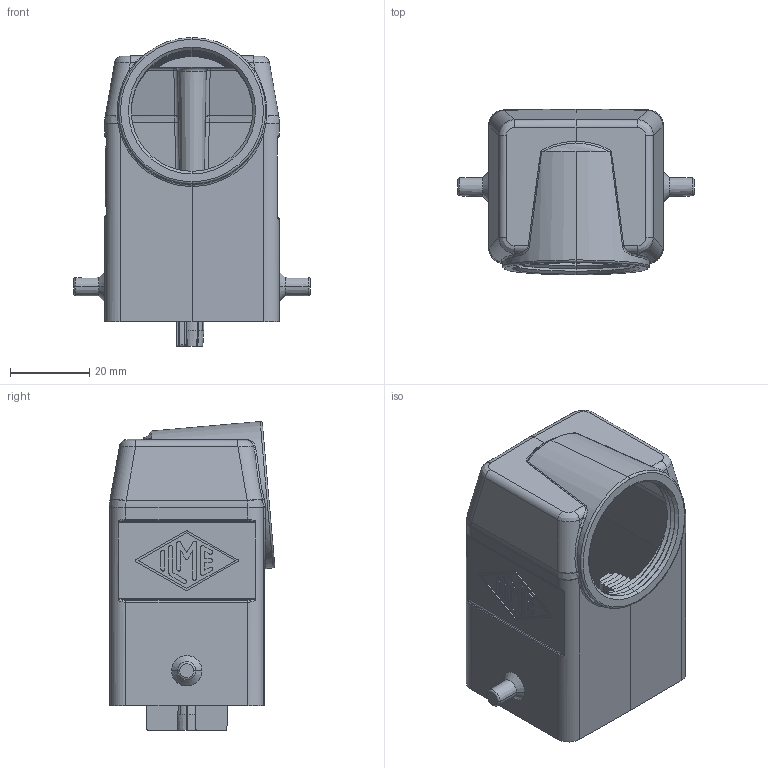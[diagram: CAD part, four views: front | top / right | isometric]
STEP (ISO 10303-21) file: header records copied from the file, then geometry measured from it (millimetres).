
FILE_DESCRIPTION(('Creo Elements/Direct Modeling STEP Export'),'2;1');
FILE_NAME('37jbk2e5pomtujk3924','2023-03-17T13:55:52',(''),(''),'Creo Elements/Direct Modeling STEP processor for AP214 (Solid Model)','Creo Elements/Direct Modeling 20.1B 02-Apr-2019 (C) Parametric Technology GmbH','');
FILE_SCHEMA(('AUTOMOTIVE_DESIGN { 1 0 10303 214 1 1 1 1 }'));
Products named in the file (2): MXA 02 O32
Assembly tree (1 placements, depth 2):
  MXA 02 O32
    MXA 02 O32
Bounding box: 59.5 x 41.66 x 77.77 mm (x, y, z)
Volume: 31305.1 mm3; surface area: 30210.7 mm2
Topology: 1 solids, 19 shells, 1451 faces, 3895 edges, 2502 vertices
Faces by surface type: plane 612, cylinder 299, cone 254, bspline 240, torus 44, sphere 2
Entity records: 100753 total; most frequent: CARTESIAN_POINT 56850, ORIENTED_EDGE 7776, DIRECTION 5265, EDGE_CURVE 3884, VERTEX_POINT 2502, VECTOR 2081, LINE 2081, AXIS2_PLACEMENT_3D 1592
